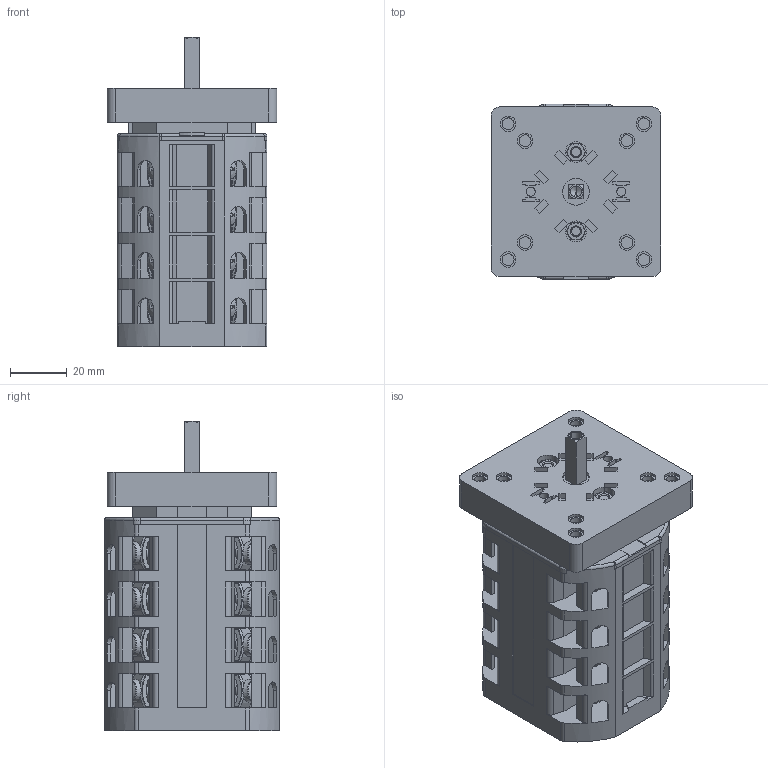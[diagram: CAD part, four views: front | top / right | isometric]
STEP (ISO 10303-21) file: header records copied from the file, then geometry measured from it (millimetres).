
FILE_DESCRIPTION((''),'2;1');
FILE_NAME('CRV2_25_51_4B_P_SW0001','2015-06-08T',('mangiapr'),(''),'PRO/ENGINEER BY PARAMETRIC TECHNOLOGY CORPORATION, 2011080','PRO/ENGINEER BY PARAMETRIC TECHNOLOGY CORPORATION, 2011080','');
FILE_SCHEMA(('CONFIG_CONTROL_DESIGN'));
Products named in the file (1): CRV2_25_51_4B_P_SW0001
Bounding box: 60 x 62 x 109.3 mm (x, y, z)
Volume: 204394.4 mm3; surface area: 61845.8 mm2
Topology: 1 solids, 1 shells, 1832 faces, 4964 edges, 3235 vertices
Faces by surface type: plane 912, cylinder 489, torus 199, cone 186, sphere 32, bspline 14
Entity records: 71241 total; most frequent: CARTESIAN_POINT 25327, ORIENTED_EDGE 9924, DIRECTION 9213, EDGE_CURVE 4962, AXIS2_PLACEMENT_3D 3355, VERTEX_POINT 3235, VECTOR 2503, LINE 2503
